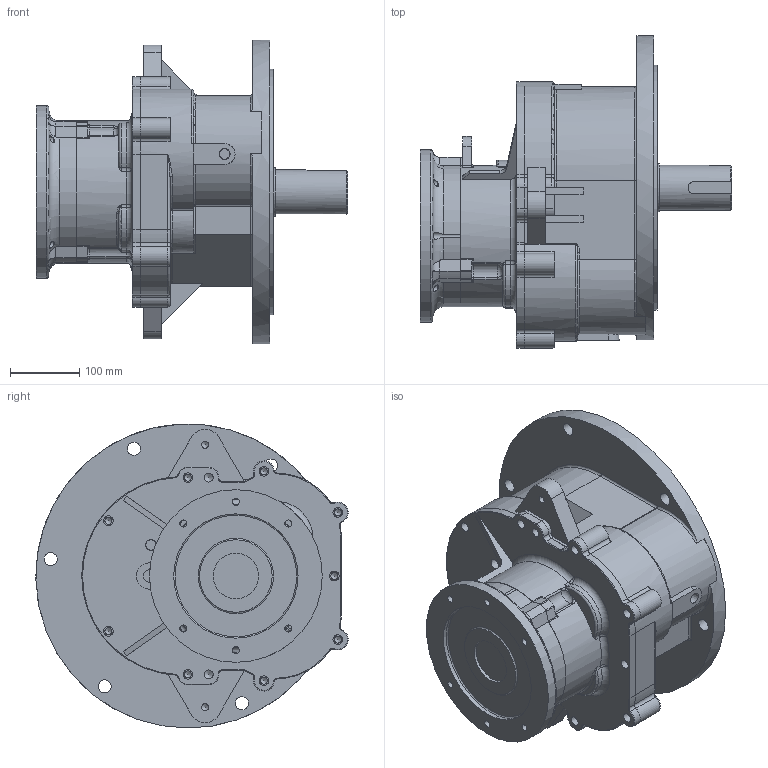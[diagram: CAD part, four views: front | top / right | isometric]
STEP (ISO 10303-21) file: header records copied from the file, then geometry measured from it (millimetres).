
FILE_DESCRIPTION (( 'STEP AP214' ), '1' );
FILE_NAME ('EK2DO07896H001_F1VF_3.7KW_R60.stp', '2022-07-04T06:19:47', ( 'Windows 餌辨濠' ), ( '' ), 'SwSTEP 2.0', 'SolidWorks 2021', '' );
FILE_SCHEMA (( 'AUTOMOTIVE_DESIGN' ));
Length unit declared in the file: millimetre
Products named in the file (5): 23_3.7KW; DKA0800231_BRACKET; DKG1300341__3.7; EK2DO07896H001_F1VF_3.7KW_R60; DKA0102470_CASING
Assembly tree (4 placements, depth 2):
  EK2DO07896H001_F1VF_3.7KW_R60
    DKA0102470_CASING
    23_3.7KW
    DKA0800231_BRACKET
    DKG1300341__3.7
Bounding box: 450.5 x 451.98 x 440 mm (x, y, z)
Volume: 22151284 mm3; surface area: 1161350.1 mm2
Topology: 4 solids, 4 shells, 605 faces, 1610 edges, 1011 vertices
Faces by surface type: cylinder 285, plane 152, torus 100, bspline 32, cone 26, sphere 10
Full cylindrical faces by diameter (mm): 2.7 x2, 6.8 x3, 9 x3, 10.2 x17, 13 x4, 14 x9, 18 x1, 19 x6, 65 x1, 66 x1, 70 x1, 180 x1, 250 x1, 335 x1, 355 x1, 440 x1
Entity records: 21439 total; most frequent: CARTESIAN_POINT 6287, DIRECTION 3219, ORIENTED_EDGE 2958, EDGE_CURVE 1479, AXIS2_PLACEMENT_3D 1346, VERTEX_POINT 971, CIRCLE 766, EDGE_LOOP 750
